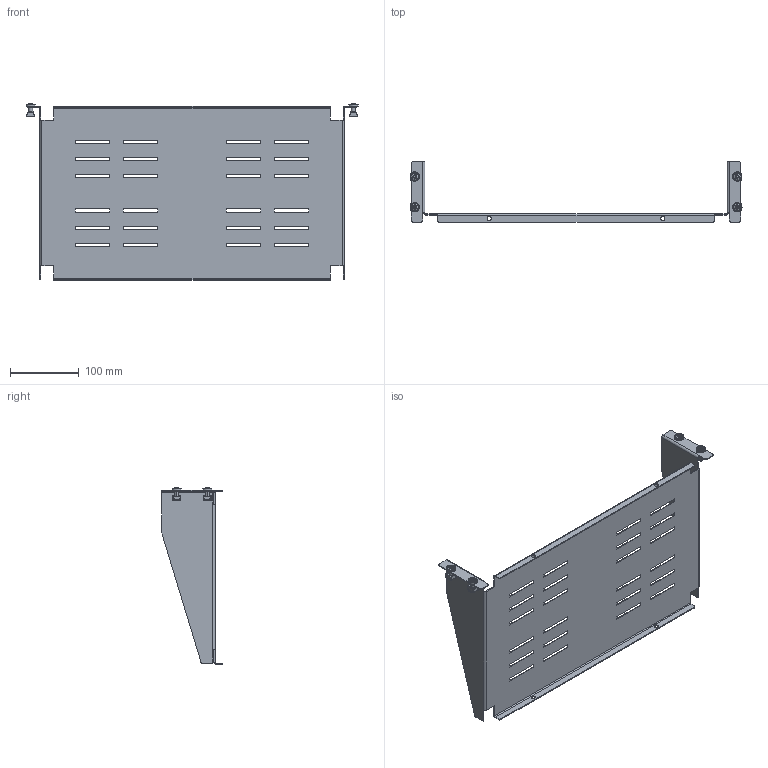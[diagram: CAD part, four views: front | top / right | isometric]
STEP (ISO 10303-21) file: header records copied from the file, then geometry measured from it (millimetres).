
FILE_DESCRIPTION (( 'STEP AP203' ), '1' );
FILE_NAME ('R5RFIT250.STEP', '2014-04-04T11:27:31', ( 'admin' ), ( '' ), 'SwSTEP 2.0', 'SolidWorks 2013', '' );
FILE_SCHEMA (( 'CONFIG_CONTROL_DESIGN' ));
Length unit declared in the file: millimetre
Products named in the file (5): R5RFIT250; QB09C602_QB09C602; A5100369_A5100369; A0200080_A0200080; A3400002
Assembly tree (13 placements, depth 2):
  R5RFIT250
    QB09C602_QB09C602
    A5100369_A5100369  x4
    A0200080_A0200080  x4
    A3400002  x4
Bounding box: 483.1 x 88 x 257 mm (x, y, z)
Volume: 217014.2 mm3; surface area: 297594.9 mm2
Topology: 13 solids, 13 shells, 854 faces, 2400 edges, 1572 vertices
Faces by surface type: plane 512, cylinder 294, cone 24, torus 16, sphere 8
Entity records: 12727 total; most frequent: CARTESIAN_POINT 2336, ORIENTED_EDGE 2040, DIRECTION 1968, EDGE_CURVE 1020, VECTOR 716, LINE 716, VERTEX_POINT 666, AXIS2_PLACEMENT_3D 626
